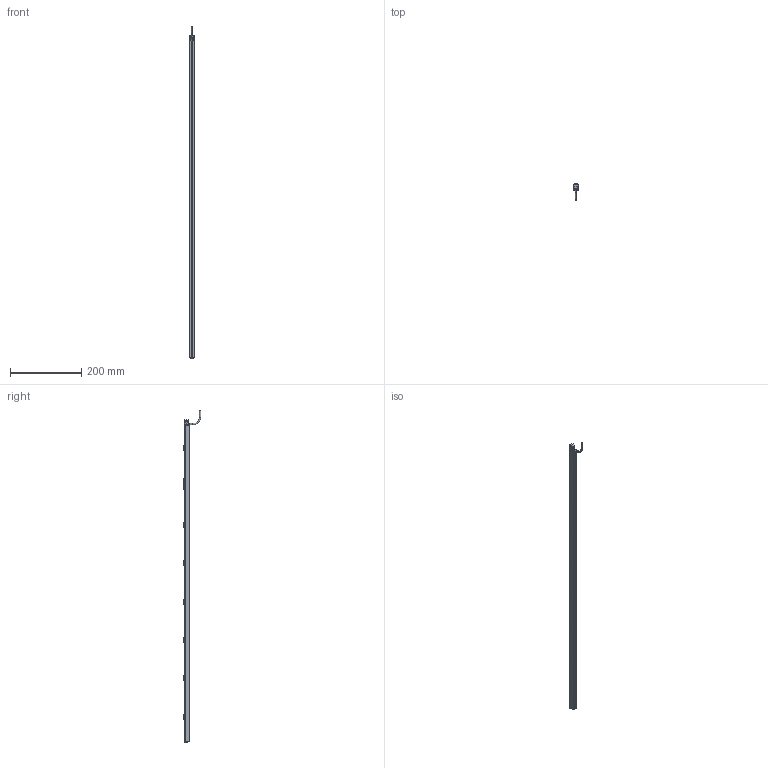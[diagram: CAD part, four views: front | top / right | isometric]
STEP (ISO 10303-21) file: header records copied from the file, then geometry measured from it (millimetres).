
FILE_DESCRIPTION((''),'2;1');
FILE_NAME('229264_SM01_ASM','2022-05-05T13:39:45',('PDMAdmin'),('BANNER ENGINEERING'),'CREO PARAMETRIC BY PTC INC, 2019292','CREO PARAMETRIC BY PTC INC, 2019292','');
FILE_SCHEMA(('CONFIG_CONTROL_DESIGN'));
Products named in the file (3): 229264_EP01; TTR_WEB_CABLE_SNUB; 229264_SM01_ASM
Assembly tree (2 placements, depth 2):
  229264_SM01_ASM
    229264_EP01
    TTR_WEB_CABLE_SNUB
Bounding box: 12 x 49.1 x 935.15 mm (x, y, z)
Volume: 146802.9 mm3; surface area: 66064 mm2
Topology: 2 solids, 2 shells, 1588 faces, 4253 edges, 2597 vertices
Faces by surface type: bspline 636, plane 434, cylinder 299, cone 103, sphere 38, revolution 32, torus 28, extrusion 18
Entity records: 111602 total; most frequent: CARTESIAN_POINT 78177, ORIENTED_EDGE 8438, DIRECTION 4883, EDGE_CURVE 4219, VERTEX_POINT 2597, B_SPLINE_CURVE_WITH_KNOTS 2125, AXIS2_PLACEMENT_3D 1782, EDGE_LOOP 1630
